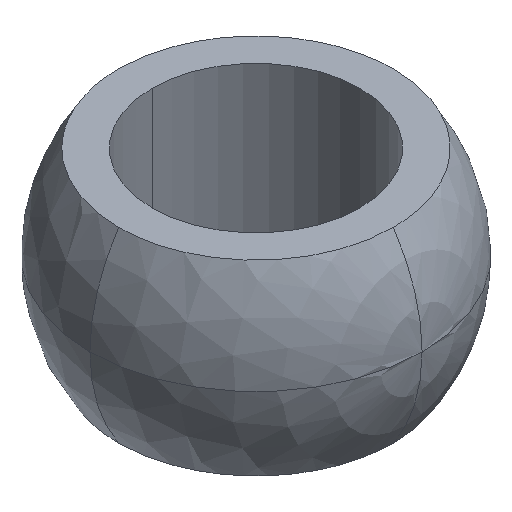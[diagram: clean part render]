
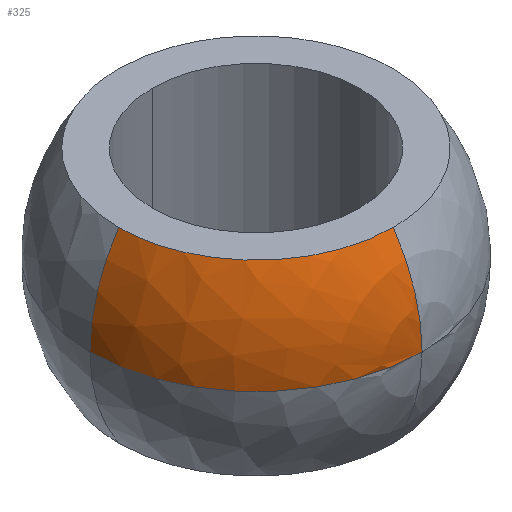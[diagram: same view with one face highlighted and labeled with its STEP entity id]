
A CAD part, isometric view. The second image highlights one B-rep face of the part: STEP entity #325.
In plain terms, the highlighted spherical face has radius 8 mm.
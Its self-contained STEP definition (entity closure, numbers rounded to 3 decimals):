
#8 = CARTESIAN_POINT ( 'NONE',  ( -6.386, -1.722, 12. ) ) ;
#20 = CARTESIAN_POINT ( 'NONE',  ( -4.254, -5.065, 12. ) ) ;
#25 = CARTESIAN_POINT ( 'NONE',  ( -3.171, -5.805, 12. ) ) ;
#33 = AXIS2_PLACEMENT_3D ( 'NONE', #201, #615, #187 ) ;
#34 = CARTESIAN_POINT ( 'NONE',  ( -4.204, -5.107, 12. ) ) ;
#41 = EDGE_CURVE ( 'NONE', #519, #227, #202, .T. ) ;
#57 = CARTESIAN_POINT ( 'NONE',  ( -6.614, 0., 12. ) ) ;
#61 = CARTESIAN_POINT ( 'NONE',  ( -5.899, -2.992, 12. ) ) ;
#71 = CARTESIAN_POINT ( 'NONE',  ( -2.872, -5.96, 12. ) ) ;
#82 = CARTESIAN_POINT ( 'NONE',  ( -4.132, -5.166, 12. ) ) ;
#86 = CARTESIAN_POINT ( 'NONE',  ( -2.049, -6.289, 12. ) ) ;
#92 = CARTESIAN_POINT ( 'NONE',  ( -5.145, -4.158, 12. ) ) ;
#99 = AXIS2_PLACEMENT_3D ( 'NONE', #566, #244, #455 ) ;
#110 = CARTESIAN_POINT ( 'NONE',  ( -5.858, -3.073, 12. ) ) ;
#111 = ORIENTED_EDGE ( 'NONE', *, *, #318, .T. ) ;
#120 = CARTESIAN_POINT ( 'NONE',  ( -2.268, -6.217, 12. ) ) ;
#123 = CARTESIAN_POINT ( 'NONE',  ( -3.578, -5.568, 12. ) ) ;
#128 = CARTESIAN_POINT ( 'NONE',  ( -5.086, -4.23, 12. ) ) ;
#132 = CARTESIAN_POINT ( 'NONE',  ( -2.029, -6.296, 12. ) ) ;
#136 = CARTESIAN_POINT ( 'NONE',  ( -2.736, -6.023, 12. ) ) ;
#141 = CARTESIAN_POINT ( 'NONE',  ( -6.614, 0., 12. ) ) ;
#152 = CARTESIAN_POINT ( 'NONE',  ( -6.614, -0.244, 12. ) ) ;
#155 = CIRCLE ( 'NONE', #99, 8. ) ;
#160 = CARTESIAN_POINT ( 'NONE',  ( -5.514, -3.662, 12. ) ) ;
#162 = EDGE_CURVE ( 'NONE', #227, #216, #181, .T. ) ;
#171 = ORIENTED_EDGE ( 'NONE', *, *, #162, .T. ) ;
#177 = CARTESIAN_POINT ( 'NONE',  ( -4.927, -4.414, 12. ) ) ;
#180 = CARTESIAN_POINT ( 'NONE',  ( -0.362, -6.614, 12. ) ) ;
#181 = CIRCLE ( 'NONE', #465, 8. ) ;
#185 = CARTESIAN_POINT ( 'NONE',  ( -5.194, -4.096, 12. ) ) ;
#187 = DIRECTION ( 'NONE',  ( 0., 0., 1. ) ) ;
#190 = SPHERICAL_SURFACE ( 'NONE', #33, 8. ) ;
#193 = DIRECTION ( 'NONE',  ( 1., 0., 0. ) ) ;
#197 = DIRECTION ( 'NONE',  ( 0., 0., -1. ) ) ;
#201 = CARTESIAN_POINT ( 'NONE',  ( 0., 0., 7.5 ) ) ;
#202 = B_SPLINE_CURVE_WITH_KNOTS ( 'NONE', 3,
 ( #342, #180, #492, #400, #660, #293, #597, #503, #234, #132, #86, #451, #120, #544, #136, #71, #231, #341, #347, #281, #561, #25, #552, #123, #653, #393, #398, #82, #34, #487, #20, #649, #557, #664, #296, #177, #601, #128, #92, #498, #241, #185, #608, #518, #160, #468, #379, #110, #61, #268, #263, #585, #327, #690, #525, #686, #8, #205, #412, #628, #215, #209, #530, #429, #416, #374, #331, #152, #57 ),
 .UNSPECIFIED., .F., .F.,
 ( 4, 2, 2, 1, 1, 1, 2, 2, 2, 1, 1, 1, 1, 2, 2, 2, 2, 1, 1, 2, 2, 2, 2, 1, 1, 1, 2, 2, 2, 2, 1, 2, 2, 2, 2, 2, 2, 2, 2, 2, 4 ),
 ( 0., 0.063, 0.094, 0.109, 0.117, 0.121, 0.123, 0.125, 0.156, 0.172, 0.18, 0.184, 0.186, 0.187, 0.188, 0.219, 0.234, 0.242, 0.246, 0.248, 0.25, 0.281, 0.297, 0.305, 0.309, 0.311, 0.312, 0.313, 0.344, 0.359, 0.367, 0.371, 0.375, 0.406, 0.422, 0.43, 0.438, 0.453, 0.461, 0.469, 0.5 ),
 .UNSPECIFIED. ) ;
#205 = CARTESIAN_POINT ( 'NONE',  ( -6.402, -1.665, 12. ) ) ;
#209 = CARTESIAN_POINT ( 'NONE',  ( -6.506, -1.2, 12. ) ) ;
#215 = CARTESIAN_POINT ( 'NONE',  ( -6.483, -1.318, 12. ) ) ;
#216 = VERTEX_POINT ( 'NONE', #569 ) ;
#227 = VERTEX_POINT ( 'NONE', #141 ) ;
#231 = CARTESIAN_POINT ( 'NONE',  ( -3.026, -5.882, 12. ) ) ;
#234 = CARTESIAN_POINT ( 'NONE',  ( -1.998, -6.305, 12. ) ) ;
#241 = CARTESIAN_POINT ( 'NONE',  ( -5.186, -4.106, 12. ) ) ;
#244 = DIRECTION ( 'NONE',  ( 1., 0., 0. ) ) ;
#253 = CARTESIAN_POINT ( 'NONE',  ( 0., 0., 7.5 ) ) ;
#263 = CARTESIAN_POINT ( 'NONE',  ( -5.965, -2.858, 12. ) ) ;
#268 = CARTESIAN_POINT ( 'NONE',  ( -5.939, -2.912, 12. ) ) ;
#281 = CARTESIAN_POINT ( 'NONE',  ( -3.155, -5.813, 12. ) ) ;
#283 = CARTESIAN_POINT ( 'NONE',  ( 0., -6.614, 12. ) ) ;
#293 = CARTESIAN_POINT ( 'NONE',  ( -1.658, -6.404, 12. ) ) ;
#296 = CARTESIAN_POINT ( 'NONE',  ( -4.854, -4.495, 12. ) ) ;
#315 = ORIENTED_EDGE ( 'NONE', *, *, #643, .F. ) ;
#318 = EDGE_CURVE ( 'NONE', #216, #522, #410, .T. ) ;
#324 = CARTESIAN_POINT ( 'NONE',  ( 0., -8., 7.5 ) ) ;
#325 = ADVANCED_FACE ( 'NONE', ( #669 ), #190, .T. ) ;
#327 = CARTESIAN_POINT ( 'NONE',  ( -6.097, -2.576, 12. ) ) ;
#330 = AXIS2_PLACEMENT_3D ( 'NONE', #402, #463, #193 ) ;
#331 = CARTESIAN_POINT ( 'NONE',  ( -6.601, -0.484, 12. ) ) ;
#341 = CARTESIAN_POINT ( 'NONE',  ( -3.102, -5.842, 12. ) ) ;
#342 = CARTESIAN_POINT ( 'NONE',  ( 0., -6.614, 12. ) ) ;
#347 = CARTESIAN_POINT ( 'NONE',  ( -3.139, -5.822, 12. ) ) ;
#374 = CARTESIAN_POINT ( 'NONE',  ( -6.568, -0.788, 12. ) ) ;
#375 = EDGE_LOOP ( 'NONE', ( #691, #171, #111, #315 ) ) ;
#379 = CARTESIAN_POINT ( 'NONE',  ( -5.771, -3.234, 12. ) ) ;
#393 = CARTESIAN_POINT ( 'NONE',  ( -3.94, -5.314, 12. ) ) ;
#398 = CARTESIAN_POINT ( 'NONE',  ( -4.069, -5.215, 12. ) ) ;
#400 = CARTESIAN_POINT ( 'NONE',  ( -1.236, -6.501, 12. ) ) ;
#402 = CARTESIAN_POINT ( 'NONE',  ( 0., 0., 7.5 ) ) ;
#410 = CIRCLE ( 'NONE', #330, 8. ) ;
#412 = CARTESIAN_POINT ( 'NONE',  ( -6.43, -1.551, 12. ) ) ;
#416 = CARTESIAN_POINT ( 'NONE',  ( -6.56, -0.846, 12. ) ) ;
#429 = CARTESIAN_POINT ( 'NONE',  ( -6.544, -0.964, 12. ) ) ;
#451 = CARTESIAN_POINT ( 'NONE',  ( -2.057, -6.286, 12. ) ) ;
#455 = DIRECTION ( 'NONE',  ( 0., 1., 0. ) ) ;
#463 = DIRECTION ( 'NONE',  ( 0., 0., 1. ) ) ;
#465 = AXIS2_PLACEMENT_3D ( 'NONE', #253, #680, #197 ) ;
#468 = CARTESIAN_POINT ( 'NONE',  ( -5.71, -3.341, 12. ) ) ;
#487 = CARTESIAN_POINT ( 'NONE',  ( -4.234, -5.082, 12. ) ) ;
#492 = CARTESIAN_POINT ( 'NONE',  ( -0.717, -6.585, 12. ) ) ;
#498 = CARTESIAN_POINT ( 'NONE',  ( -5.173, -4.122, 12. ) ) ;
#503 = CARTESIAN_POINT ( 'NONE',  ( -1.927, -6.328, 12. ) ) ;
#518 = CARTESIAN_POINT ( 'NONE',  ( -5.367, -3.875, 12. ) ) ;
#519 = VERTEX_POINT ( 'NONE', #283 ) ;
#522 = VERTEX_POINT ( 'NONE', #324 ) ;
#525 = CARTESIAN_POINT ( 'NONE',  ( -6.304, -2.007, 12. ) ) ;
#530 = CARTESIAN_POINT ( 'NONE',  ( -6.535, -1.023, 12. ) ) ;
#544 = CARTESIAN_POINT ( 'NONE',  ( -2.459, -6.143, 12. ) ) ;
#552 = CARTESIAN_POINT ( 'NONE',  ( -3.383, -5.688, 12. ) ) ;
#557 = CARTESIAN_POINT ( 'NONE',  ( -4.455, -4.895, 12. ) ) ;
#561 = CARTESIAN_POINT ( 'NONE',  ( -3.166, -5.807, 12. ) ) ;
#566 = CARTESIAN_POINT ( 'NONE',  ( 0., 0., 7.5 ) ) ;
#569 = CARTESIAN_POINT ( 'NONE',  ( -8., 0., 7.5 ) ) ;
#585 = CARTESIAN_POINT ( 'NONE',  ( -5.977, -2.833, 12. ) ) ;
#597 = CARTESIAN_POINT ( 'NONE',  ( -1.783, -6.371, 12. ) ) ;
#601 = CARTESIAN_POINT ( 'NONE',  ( -5.034, -4.291, 12. ) ) ;
#608 = CARTESIAN_POINT ( 'NONE',  ( -5.197, -4.092, 12. ) ) ;
#615 = DIRECTION ( 'NONE',  ( 0., 1., 0. ) ) ;
#628 = CARTESIAN_POINT ( 'NONE',  ( -6.443, -1.496, 12. ) ) ;
#643 = EDGE_CURVE ( 'NONE', #519, #522, #155, .T. ) ;
#649 = CARTESIAN_POINT ( 'NONE',  ( -4.263, -5.057, 12. ) ) ;
#653 = CARTESIAN_POINT ( 'NONE',  ( -3.852, -5.378, 12. ) ) ;
#660 = CARTESIAN_POINT ( 'NONE',  ( -1.406, -6.466, 12. ) ) ;
#664 = CARTESIAN_POINT ( 'NONE',  ( -4.622, -4.737, 12. ) ) ;
#669 = FACE_OUTER_BOUND ( 'NONE', #375, .T. ) ;
#680 = DIRECTION ( 'NONE',  ( 0., -1., 0. ) ) ;
#686 = CARTESIAN_POINT ( 'NONE',  ( -6.339, -1.893, 12. ) ) ;
#690 = CARTESIAN_POINT ( 'NONE',  ( -6.188, -2.348, 12. ) ) ;
#691 = ORIENTED_EDGE ( 'NONE', *, *, #41, .T. ) ;
